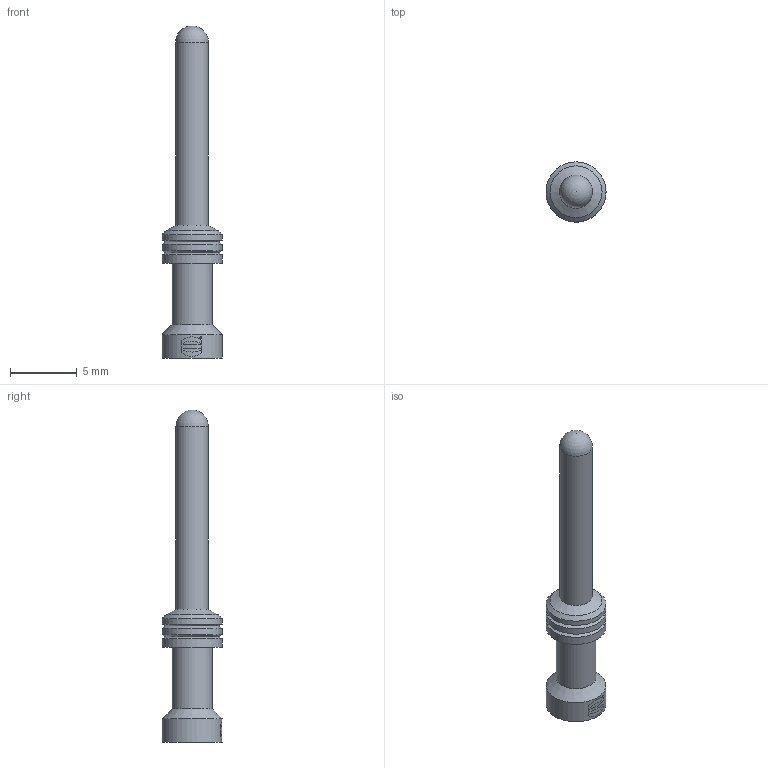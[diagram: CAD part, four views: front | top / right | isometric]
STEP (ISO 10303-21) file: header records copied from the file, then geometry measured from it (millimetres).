
FILE_DESCRIPTION(/* description */ (''),/* implementation_level */ '2;1');
FILE_NAME(/* name */ '100552443ugm000_e.stp',/* time_stamp */ '2022-03-11T18:50:30+01:00',/* author */ (''),/* organization */ (''),/* preprocessor_version */ 'ST-DEVELOPER v16.7',/* originating_system */ 'SIEMENS PLM Software NX 1911',/* authorisation */ '');
FILE_SCHEMA (('AUTOMOTIVE_DESIGN { 1 0 10303 214 3 1 1 1 }'));
Length unit declared in the file: millimetre
Products named in the file (1): 100552443ugm000_e
Bounding box: 4.5 x 4.5 x 24.9 mm (x, y, z)
Volume: 159.5 mm3; surface area: 315.8 mm2
Topology: 1 solids, 1 shells, 22 faces, 48 edges, 33 vertices
Faces by surface type: cylinder 11, cone 8, plane 2, sphere 1
Full cylindrical faces by diameter (mm): 1.78 x1, 2.47 x1, 3 x1, 4.5 x4
Entity records: 675 total; most frequent: CARTESIAN_POINT 190, DIRECTION 90, ORIENTED_EDGE 60, EDGE_LOOP 42, AXIS2_PLACEMENT_3D 42, FACE_BOUND 38, VERTEX_POINT 31, EDGE_CURVE 30
